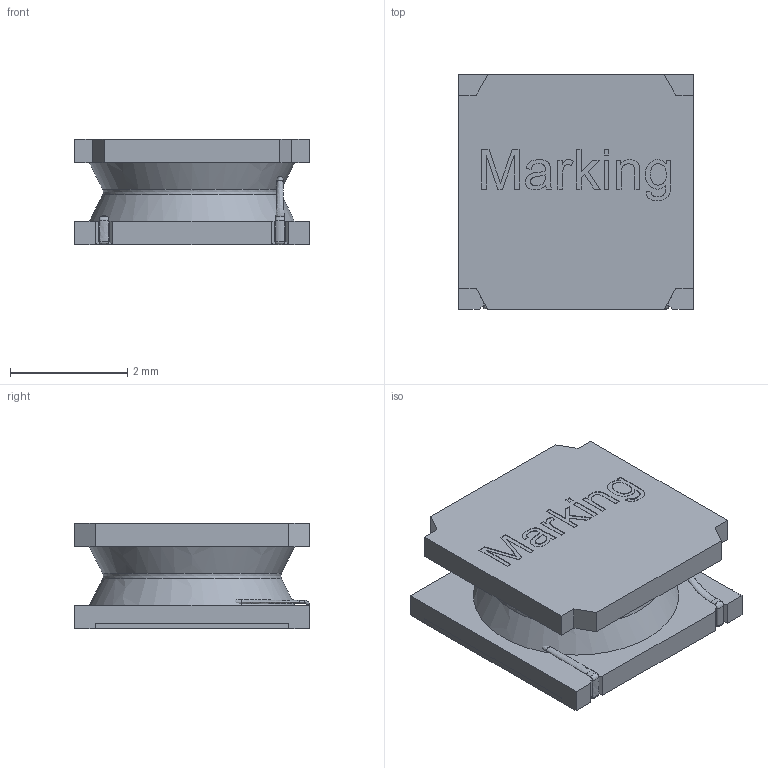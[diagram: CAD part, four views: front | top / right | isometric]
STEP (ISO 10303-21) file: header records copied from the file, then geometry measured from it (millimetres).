
FILE_DESCRIPTION(/* description */ ('Unknown'),/* implementation_level */ '2;1');
FILE_NAME(/* name */ 'L_Wurth_WE-LQS_4018',/* time_stamp */ '2022-03-08T10:53:36+08:00',/* author */ ('Unknown'),/* organization */ ('Unknown'),/* preprocessor_version */ 'ST-DEVELOPER v16.7',/* originating_system */ 'Solid Edge',/* authorisation */ 'Unknown');
FILE_SCHEMA (('AUTOMOTIVE_DESIGN {1 0 10303 214 3 1 1}'));
Length unit declared in the file: millimetre
Products named in the file (2): L_Wurth_WE-LQS_4018
Assembly tree (1 placements, depth 2):
  L_Wurth_WE-LQS_4018
    L_Wurth_WE-LQS_4018
Bounding box: 4 x 4 x 1.8 mm (x, y, z)
Volume: 24.4 mm3; surface area: 139.2 mm2
Topology: 5 solids, 5 shells, 159 faces, 387 edges, 250 vertices
Faces by surface type: plane 113, bspline 34, cylinder 10, torus 2
Full cylindrical faces by diameter (mm): 2 x1
Entity records: 7232 total; most frequent: CARTESIAN_POINT 2898, ORIENTED_EDGE 720, DIRECTION 591, EDGE_CURVE 360, LINE 285, VECTOR 285, VERTEX_POINT 247, EDGE_LOOP 195
